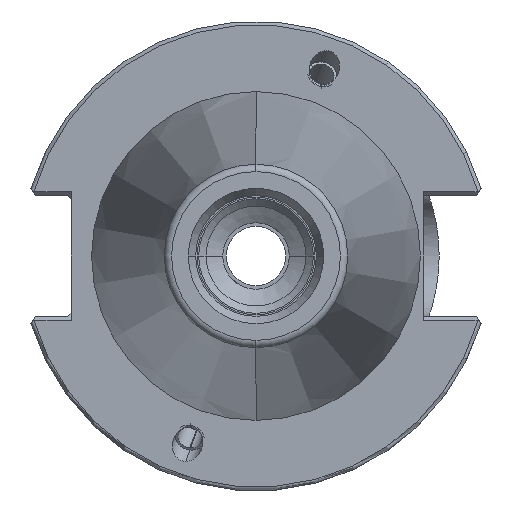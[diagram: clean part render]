
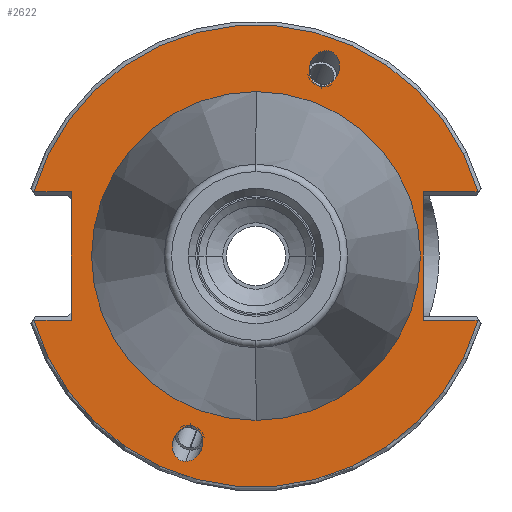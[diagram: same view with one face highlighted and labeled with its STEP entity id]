
A CAD part, left-side view. The second image highlights one B-rep face of the part: STEP entity #2622.
In plain terms, the highlighted planar face has unit normal (-1, 0, 0).
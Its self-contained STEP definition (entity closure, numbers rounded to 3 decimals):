
#116=CARTESIAN_POINT('',(3.175,0.,0.));
#117=DIRECTION('',(1.,0.,0.));
#118=DIRECTION('',(0.,1.,0.));
#119=AXIS2_PLACEMENT_3D('',#116,#117,#118);
#121=CARTESIAN_POINT('',(3.175,0.,0.));
#122=DIRECTION('',(1.,0.,0.));
#123=DIRECTION('',(0.,-1.,0.));
#124=AXIS2_PLACEMENT_3D('',#121,#122,#123);
#126=CARTESIAN_POINT('',(3.175,9.498,-27.766));
#127=CARTESIAN_POINT('',(3.175,9.257,-27.766));
#128=CARTESIAN_POINT('',(3.175,8.727,-27.663));
#129=CARTESIAN_POINT('',(3.175,7.941,-27.117));
#130=CARTESIAN_POINT('',(3.175,7.379,-26.257));
#131=CARTESIAN_POINT('',(3.175,7.151,-25.372));
#132=CARTESIAN_POINT('',(3.175,7.185,-24.486));
#133=CARTESIAN_POINT('',(3.175,7.557,-23.627));
#134=CARTESIAN_POINT('',(3.175,8.223,-23.08));
#135=CARTESIAN_POINT('',(3.175,8.731,-22.978));
#136=CARTESIAN_POINT('',(3.175,8.971,-22.978));
#138=CARTESIAN_POINT('',(3.175,8.971,-22.978));
#139=CARTESIAN_POINT('',(3.175,9.212,-22.978));
#140=CARTESIAN_POINT('',(3.175,9.742,-23.08));
#141=CARTESIAN_POINT('',(3.175,10.528,-23.627));
#142=CARTESIAN_POINT('',(3.175,11.09,-24.486));
#143=CARTESIAN_POINT('',(3.175,11.318,-25.372));
#144=CARTESIAN_POINT('',(3.175,11.284,-26.257));
#145=CARTESIAN_POINT('',(3.175,10.912,-27.117));
#146=CARTESIAN_POINT('',(3.175,10.246,-27.663));
#147=CARTESIAN_POINT('',(3.175,9.738,-27.766));
#148=CARTESIAN_POINT('',(3.175,9.498,-27.766));
#150=CARTESIAN_POINT('',(3.175,-9.498,27.766));
#151=CARTESIAN_POINT('',(3.175,-9.257,27.766));
#152=CARTESIAN_POINT('',(3.175,-8.727,27.663));
#153=CARTESIAN_POINT('',(3.175,-7.941,27.117));
#154=CARTESIAN_POINT('',(3.175,-7.379,26.257));
#155=CARTESIAN_POINT('',(3.175,-7.151,25.372));
#156=CARTESIAN_POINT('',(3.175,-7.185,24.486));
#157=CARTESIAN_POINT('',(3.175,-7.557,23.627));
#158=CARTESIAN_POINT('',(3.175,-8.223,23.08));
#159=CARTESIAN_POINT('',(3.175,-8.731,22.978));
#160=CARTESIAN_POINT('',(3.175,-8.971,22.978));
#162=CARTESIAN_POINT('',(3.175,-8.971,22.978));
#163=CARTESIAN_POINT('',(3.175,-9.212,22.978));
#164=CARTESIAN_POINT('',(3.175,-9.742,23.08));
#165=CARTESIAN_POINT('',(3.175,-10.528,23.627));
#166=CARTESIAN_POINT('',(3.175,-11.09,24.486));
#167=CARTESIAN_POINT('',(3.175,-11.318,25.372));
#168=CARTESIAN_POINT('',(3.175,-11.284,26.257));
#169=CARTESIAN_POINT('',(3.175,-10.912,27.117));
#170=CARTESIAN_POINT('',(3.175,-10.246,27.663));
#171=CARTESIAN_POINT('',(3.175,-9.738,27.766));
#172=CARTESIAN_POINT('',(3.175,-9.498,27.766));
#174=DIRECTION('',(0.,-1.,0.));
#175=VECTOR('',#174,5.017);
#176=CARTESIAN_POINT('',(3.175,30.017,8.69));
#177=LINE('',#176,#175);
#178=DIRECTION('',(0.,-1.,0.));
#179=VECTOR('',#178,7.417);
#180=CARTESIAN_POINT('',(3.175,-22.6,8.69));
#181=LINE('',#180,#179);
#182=DIRECTION('',(0.,1.,0.));
#183=VECTOR('',#182,7.417);
#184=CARTESIAN_POINT('',(3.175,-30.017,-8.69));
#185=LINE('',#184,#183);
#186=DIRECTION('',(0.,1.,0.));
#187=VECTOR('',#186,5.017);
#188=CARTESIAN_POINT('',(3.175,25.,-8.69));
#189=LINE('',#188,#187);
#754=CARTESIAN_POINT('',(3.175,0.,0.));
#755=DIRECTION('',(-1.,0.,0.));
#756=DIRECTION('',(0.,-0.961,0.278));
#757=AXIS2_PLACEMENT_3D('',#754,#755,#756);
#1335=DIRECTION('',(0.,0.,1.));
#1336=VECTOR('',#1335,17.38);
#1337=CARTESIAN_POINT('',(3.175,-22.6,-8.69));
#1338=LINE('',#1337,#1336);
#1547=DIRECTION('',(0.,0.,-1.));
#1548=VECTOR('',#1547,17.38);
#1549=CARTESIAN_POINT('',(3.175,25.,8.69));
#1550=LINE('',#1549,#1548);
#1687=CARTESIAN_POINT('',(3.175,0.,0.));
#1688=DIRECTION('',(-1.,0.,0.));
#1689=DIRECTION('',(0.,0.961,-0.278));
#1690=AXIS2_PLACEMENT_3D('',#1687,#1688,#1689);
#2095=CARTESIAN_POINT('',(3.175,22.2,0.));
#2096=CARTESIAN_POINT('',(3.175,-22.2,0.));
#2097=VERTEX_POINT('',#2095);
#2098=VERTEX_POINT('',#2096);
#2161=VERTEX_POINT('',#126);
#2162=VERTEX_POINT('',#136);
#2195=CARTESIAN_POINT('',(3.175,30.017,8.69));
#2196=CARTESIAN_POINT('',(3.175,25.,8.69));
#2197=VERTEX_POINT('',#2195);
#2198=VERTEX_POINT('',#2196);
#2203=CARTESIAN_POINT('',(3.175,25.,-8.69));
#2204=CARTESIAN_POINT('',(3.175,30.017,-8.69));
#2205=VERTEX_POINT('',#2203);
#2206=VERTEX_POINT('',#2204);
#2211=CARTESIAN_POINT('',(3.175,-22.6,8.69));
#2212=CARTESIAN_POINT('',(3.175,-30.017,8.69));
#2213=VERTEX_POINT('',#2211);
#2214=VERTEX_POINT('',#2212);
#2219=CARTESIAN_POINT('',(3.175,-30.017,
-8.69));
#2220=CARTESIAN_POINT('',(3.175,-22.6,-8.69));
#2221=VERTEX_POINT('',#2219);
#2222=VERTEX_POINT('',#2220);
#2249=CARTESIAN_POINT('',(3.175,-9.498,27.766));
#2250=VERTEX_POINT('',#2249);
#2251=CARTESIAN_POINT('',(3.175,-8.971,22.978));
#2252=VERTEX_POINT('',#2251);
#2583=CARTESIAN_POINT('',(3.175,0.,0.));
#2584=DIRECTION('',(1.,0.,0.));
#2585=DIRECTION('',(0.,0.,1.));
#2586=AXIS2_PLACEMENT_3D('',#2583,#2584,#2585);
#2587=PLANE('',#2586);
#2589=ORIENTED_EDGE('',*,*,#2588,.F.);
#2591=ORIENTED_EDGE('',*,*,#2590,.F.);
#2593=ORIENTED_EDGE('',*,*,#2592,.F.);
#2595=ORIENTED_EDGE('',*,*,#2594,.F.);
#2597=ORIENTED_EDGE('',*,*,#2596,.F.);
#2599=ORIENTED_EDGE('',*,*,#2598,.F.);
#2601=ORIENTED_EDGE('',*,*,#2600,.F.);
#2603=ORIENTED_EDGE('',*,*,#2602,.F.);
#2604=EDGE_LOOP('',(#2589,#2591,#2593,#2595,#2597,#2599,#2601,#2603));
#2605=FACE_OUTER_BOUND('',#2604,.F.);
#2607=ORIENTED_EDGE('',*,*,#2606,.T.);
#2609=ORIENTED_EDGE('',*,*,#2608,.T.);
#2610=EDGE_LOOP('',(#2607,#2609));
#2611=FACE_BOUND('',#2610,.F.);
#2613=ORIENTED_EDGE('',*,*,#2612,.T.);
#2615=ORIENTED_EDGE('',*,*,#2614,.T.);
#2616=EDGE_LOOP('',(#2613,#2615));
#2617=FACE_BOUND('',#2616,.F.);
#2618=ORIENTED_EDGE('',*,*,#2536,.F.);
#2619=ORIENTED_EDGE('',*,*,#2551,.F.);
#2620=EDGE_LOOP('',(#2618,#2619));
#2621=FACE_BOUND('',#2620,.F.);
#2622=ADVANCED_FACE('',(#2605,#2611,#2617,#2621),#2587,.F.);
#120=CIRCLE('',#119,22.2);
#125=CIRCLE('',#124,22.2);
#137=B_SPLINE_CURVE_WITH_KNOTS('',3,(#126,#127,#128,#129,#130,#131,#132,#133,
#134,#135,#136),.UNSPECIFIED.,.F.,.F.,(4,1,1,1,1,1,1,1,4),(0.,0.125,0.25,
0.375,0.5,0.625,0.75,0.875,1.),.UNSPECIFIED.);
#149=B_SPLINE_CURVE_WITH_KNOTS('',3,(#138,#139,#140,#141,#142,#143,#144,#145,
#146,#147,#148),.UNSPECIFIED.,.F.,.F.,(4,1,1,1,1,1,1,1,4),(0.,0.125,0.25,
0.375,0.5,0.625,0.75,0.875,1.),.UNSPECIFIED.);
#161=B_SPLINE_CURVE_WITH_KNOTS('',3,(#150,#151,#152,#153,#154,#155,#156,#157,
#158,#159,#160),.UNSPECIFIED.,.F.,.F.,(4,1,1,1,1,1,1,1,4),(0.,0.125,0.25,
0.375,0.5,0.625,0.75,0.875,1.),.UNSPECIFIED.);
#173=B_SPLINE_CURVE_WITH_KNOTS('',3,(#162,#163,#164,#165,#166,#167,#168,#169,
#170,#171,#172),.UNSPECIFIED.,.F.,.F.,(4,1,1,1,1,1,1,1,4),(0.,0.125,0.25,
0.375,0.5,0.625,0.75,0.875,1.),.UNSPECIFIED.);
#758=CIRCLE('',#757,31.25);
#1691=CIRCLE('',#1690,31.25);
#2536=EDGE_CURVE('',#2097,#2098,#120,.T.);
#2551=EDGE_CURVE('',#2098,#2097,#125,.T.);
#2588=EDGE_CURVE('',#2197,#2198,#177,.T.);
#2590=EDGE_CURVE('',#2214,#2197,#758,.T.);
#2592=EDGE_CURVE('',#2213,#2214,#181,.T.);
#2594=EDGE_CURVE('',#2222,#2213,#1338,.T.);
#2596=EDGE_CURVE('',#2221,#2222,#185,.T.);
#2598=EDGE_CURVE('',#2206,#2221,#1691,.T.);
#2600=EDGE_CURVE('',#2205,#2206,#189,.T.);
#2602=EDGE_CURVE('',#2198,#2205,#1550,.T.);
#2606=EDGE_CURVE('',#2161,#2162,#137,.T.);
#2608=EDGE_CURVE('',#2162,#2161,#149,.T.);
#2612=EDGE_CURVE('',#2250,#2252,#161,.T.);
#2614=EDGE_CURVE('',#2252,#2250,#173,.T.);
